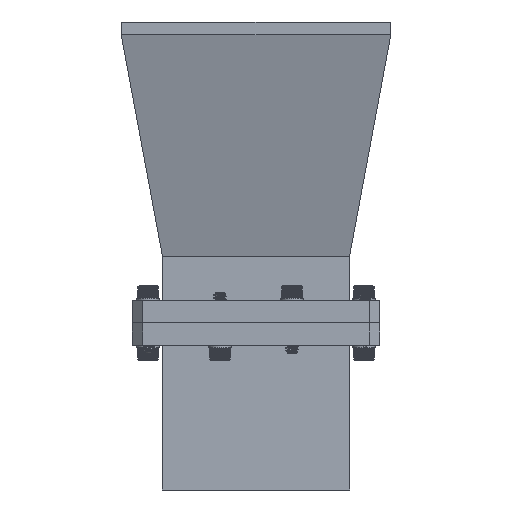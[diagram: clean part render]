
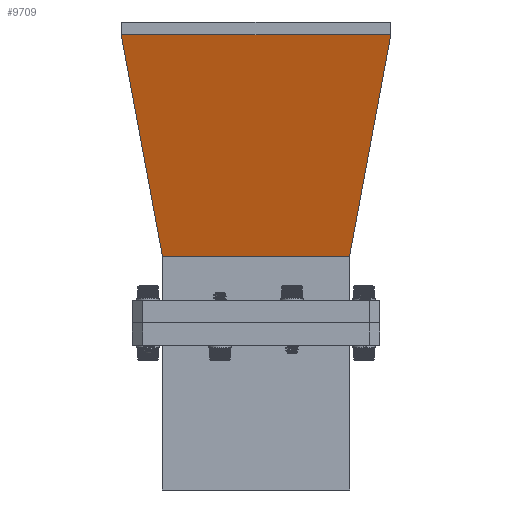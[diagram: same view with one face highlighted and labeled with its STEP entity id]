
A CAD part, front view. The second image highlights one B-rep face of the part: STEP entity #9709.
In plain terms, the highlighted face is planar.
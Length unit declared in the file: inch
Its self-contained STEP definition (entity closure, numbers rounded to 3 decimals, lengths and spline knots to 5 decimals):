
#9 = VECTOR ( 'NONE', #2136, 39.37008 ) ;
#14 = VERTEX_POINT ( 'NONE', #3033 ) ;
#267 = ORIENTED_EDGE ( 'NONE', *, *, #6459, .F. ) ;
#318 = CARTESIAN_POINT ( 'NONE',  ( -1.22487, 0., 4.44315 ) ) ;
#661 = DIRECTION ( 'NONE',  ( 0.26, 0., -0.966 ) ) ;
#853 = CARTESIAN_POINT ( 'NONE',  ( -0.0262, 0., -0.00706 ) ) ;
#863 = CARTESIAN_POINT ( 'NONE',  ( -1.21856, -1.51136, 4.41972 ) ) ;
#1825 = VERTEX_POINT ( 'NONE', #863 ) ;
#2072 = CARTESIAN_POINT ( 'NONE',  ( -1.21856, 1.51136, 4.41972 ) ) ;
#2136 = DIRECTION ( 'NONE',  ( -0.26, 0., 0.966 ) ) ;
#2284 = CARTESIAN_POINT ( 'NONE',  ( -1.22487, -1.51136, 4.44315 ) ) ;
#2657 = CARTESIAN_POINT ( 'NONE',  ( -1.22487, 1.51136, 4.44315 ) ) ;
#2729 = LINE ( 'NONE', #318, #11176 ) ;
#2906 = VECTOR ( 'NONE', #13016, 39.37008 ) ;
#2918 = FACE_OUTER_BOUND ( 'NONE', #13991, .T. ) ;
#2966 = CARTESIAN_POINT ( 'NONE',  ( -0.55411, 0., 1.95288 ) ) ;
#3033 = CARTESIAN_POINT ( 'NONE',  ( -0.55539, -1.05411, 1.95763 ) ) ;
#3105 = CARTESIAN_POINT ( 'NONE',  ( -0.55539, 1.05411, 1.95763 ) ) ;
#3245 = LINE ( 'NONE', #7810, #9 ) ;
#3589 = LINE ( 'NONE', #5408, #13514 ) ;
#3627 = VERTEX_POINT ( 'NONE', #12678 ) ;
#4070 = CARTESIAN_POINT ( 'NONE',  ( -0.0262, -1.51136, -0.00706 ) ) ;
#4134 = CARTESIAN_POINT ( 'NONE',  ( -0.55539, -1.05411, 1.95763 ) ) ;
#4156 = EDGE_CURVE ( 'NONE', #11528, #4163, #3589, .T. ) ;
#4163 = VERTEX_POINT ( 'NONE', #3105 ) ;
#4197 = ORIENTED_EDGE ( 'NONE', *, *, #12746, .F. ) ;
#5367 = DIRECTION ( 'NONE',  ( 0.26, 0., -0.966 ) ) ;
#5408 = CARTESIAN_POINT ( 'NONE',  ( -0.0262, 1.05411, -0.00706 ) ) ;
#5498 = ORIENTED_EDGE ( 'NONE', *, *, #13397, .T. ) ;
#6350 = ORIENTED_EDGE ( 'NONE', *, *, #9142, .F. ) ;
#6417 = DIRECTION ( 'NONE',  ( 0.256, -0.177, -0.95 ) ) ;
#6459 = EDGE_CURVE ( 'NONE', #11750, #14424, #2729, .T. ) ;
#6506 = PLANE ( 'NONE',  #8080 ) ;
#7304 = DIRECTION ( 'NONE',  ( 0., -1., 0. ) ) ;
#7485 = DIRECTION ( 'NONE',  ( 0.966, 0., 0.26 ) ) ;
#7673 = VECTOR ( 'NONE', #10875, 39.37008 ) ;
#7810 = CARTESIAN_POINT ( 'NONE',  ( -0.0262, 1.51136, -0.00706 ) ) ;
#7907 = ORIENTED_EDGE ( 'NONE', *, *, #11323, .T. ) ;
#8080 = AXIS2_PLACEMENT_3D ( 'NONE', #853, #7485, #5367 ) ;
#8511 = ORIENTED_EDGE ( 'NONE', *, *, #10135, .F. ) ;
#8818 = CARTESIAN_POINT ( 'NONE',  ( -0.0262, -1.05411, -0.00706 ) ) ;
#9142 = EDGE_CURVE ( 'NONE', #14424, #1825, #10943, .T. ) ;
#9636 = LINE ( 'NONE', #12088, #12364 ) ;
#9680 = LINE ( 'NONE', #4134, #2906 ) ;
#9709 = ADVANCED_FACE ( 'NONE', ( #2918 ), #6506, .F. ) ;
#9741 = EDGE_CURVE ( 'NONE', #14, #3627, #10900, .T. ) ;
#10135 = EDGE_CURVE ( 'NONE', #12775, #11750, #3245, .T. ) ;
#10875 = DIRECTION ( 'NONE',  ( 0., 1., 0. ) ) ;
#10900 = LINE ( 'NONE', #8818, #13535 ) ;
#10943 = LINE ( 'NONE', #4070, #11159 ) ;
#11159 = VECTOR ( 'NONE', #661, 39.37008 ) ;
#11176 = VECTOR ( 'NONE', #7304, 39.37008 ) ;
#11323 = EDGE_CURVE ( 'NONE', #12775, #4163, #9636, .T. ) ;
#11528 = VERTEX_POINT ( 'NONE', #12517 ) ;
#11581 = DIRECTION ( 'NONE',  ( -0.26, 0., 0.966 ) ) ;
#11750 = VERTEX_POINT ( 'NONE', #2657 ) ;
#11786 = ORIENTED_EDGE ( 'NONE', *, *, #4156, .F. ) ;
#12088 = CARTESIAN_POINT ( 'NONE',  ( -1.21856, 1.51136, 4.41972 ) ) ;
#12096 = DIRECTION ( 'NONE',  ( 0.26, 0., -0.966 ) ) ;
#12154 = LINE ( 'NONE', #2966, #7673 ) ;
#12364 = VECTOR ( 'NONE', #6417, 39.37008 ) ;
#12517 = CARTESIAN_POINT ( 'NONE',  ( -0.55411, 1.05411, 1.95288 ) ) ;
#12678 = CARTESIAN_POINT ( 'NONE',  ( -0.55411, -1.05411, 1.95288 ) ) ;
#12746 = EDGE_CURVE ( 'NONE', #3627, #11528, #12154, .T. ) ;
#12775 = VERTEX_POINT ( 'NONE', #2072 ) ;
#13016 = DIRECTION ( 'NONE',  ( -0.256, -0.177, 0.95 ) ) ;
#13397 = EDGE_CURVE ( 'NONE', #14, #1825, #9680, .T. ) ;
#13514 = VECTOR ( 'NONE', #11581, 39.37008 ) ;
#13535 = VECTOR ( 'NONE', #12096, 39.37008 ) ;
#13991 = EDGE_LOOP ( 'NONE', ( #8511, #7907, #11786, #4197, #14507, #5498, #6350, #267 ) ) ;
#14424 = VERTEX_POINT ( 'NONE', #2284 ) ;
#14507 = ORIENTED_EDGE ( 'NONE', *, *, #9741, .F. ) ;
